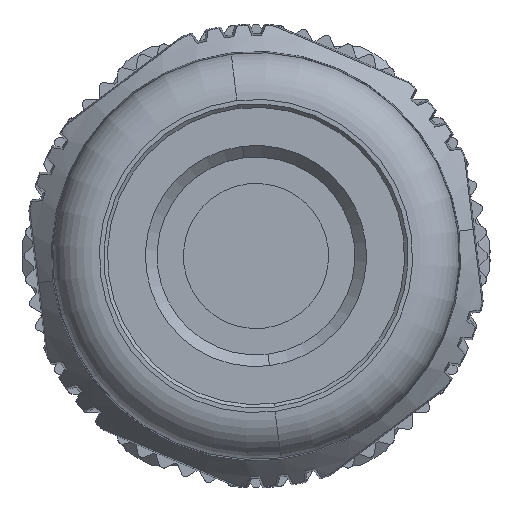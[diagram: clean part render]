
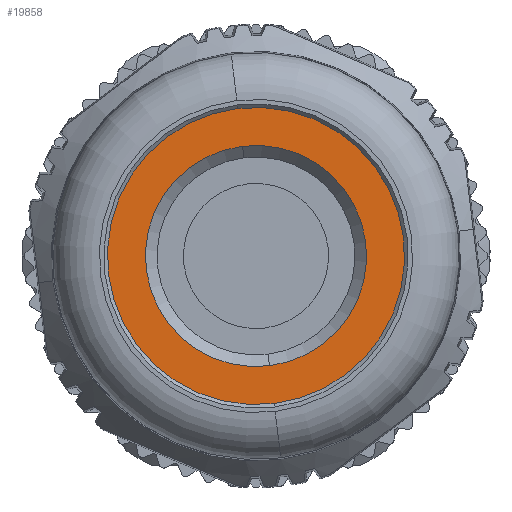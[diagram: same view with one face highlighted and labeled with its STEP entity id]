
A CAD part, front view. The second image highlights one B-rep face of the part: STEP entity #19858.
In plain terms, the highlighted planar face has unit normal (0, -1, 0).
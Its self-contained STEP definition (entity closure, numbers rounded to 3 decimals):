
#7580=CARTESIAN_POINT('',(0.,-50.994,0.));
#7581=DIRECTION('',(0.,1.,0.));
#7582=DIRECTION('',(0.122,0.,-0.993));
#7583=AXIS2_PLACEMENT_3D('',#7580,#7581,#7582);
#7585=CARTESIAN_POINT('',(0.,-50.994,
0.));
#7586=DIRECTION('',(0.,1.,0.));
#7587=DIRECTION('',(-0.122,0.,0.993));
#7588=AXIS2_PLACEMENT_3D('',#7585,#7586,#7587);
#7590=CARTESIAN_POINT('',(0.,-50.994,0.));
#7591=DIRECTION('',(0.,-1.,0.));
#7592=DIRECTION('',(-0.122,0.,0.993));
#7593=AXIS2_PLACEMENT_3D('',#7590,#7591,#7592);
#7595=CARTESIAN_POINT('',(0.,-50.994,0.));
#7596=DIRECTION('',(0.,-1.,0.));
#7597=DIRECTION('',(0.122,0.,-0.993));
#7598=AXIS2_PLACEMENT_3D('',#7595,#7596,#7597);
#11921=CARTESIAN_POINT('',(-0.774,-50.994,
6.303));
#11922=VERTEX_POINT('',#11921);
#11923=CARTESIAN_POINT('',(0.774,-50.994,
-6.303));
#11924=VERTEX_POINT('',#11923);
#11925=CARTESIAN_POINT('',(-0.576,-50.994,
4.69));
#11926=CARTESIAN_POINT('',(0.576,-50.994,
-4.69));
#11927=VERTEX_POINT('',#11925);
#11928=VERTEX_POINT('',#11926);
#19843=CARTESIAN_POINT('',(0.,-50.994,0.));
#19844=DIRECTION('',(0.,-1.,0.));
#19845=DIRECTION('',(0.122,0.,-0.993));
#19846=AXIS2_PLACEMENT_3D('',#19843,#19844,#19845);
#19847=PLANE('',#19846);
#19848=ORIENTED_EDGE('',*,*,#19823,.T.);
#19849=ORIENTED_EDGE('',*,*,#19837,.T.);
#19850=EDGE_LOOP('',(#19848,#19849));
#19851=FACE_OUTER_BOUND('',#19850,.F.);
#19853=ORIENTED_EDGE('',*,*,#19852,.T.);
#19855=ORIENTED_EDGE('',*,*,#19854,.T.);
#19856=EDGE_LOOP('',(#19853,#19855));
#19857=FACE_BOUND('',#19856,.F.);
#19858=ADVANCED_FACE('',(#19851,#19857),#19847,.T.);
#7584=CIRCLE('',#7583,6.35);
#7589=CIRCLE('',#7588,6.35);
#7594=CIRCLE('',#7593,4.725);
#7599=CIRCLE('',#7598,4.725);
#19823=EDGE_CURVE('',#11924,#11922,#7584,.T.);
#19837=EDGE_CURVE('',#11922,#11924,#7589,.T.);
#19852=EDGE_CURVE('',#11927,#11928,#7594,.T.);
#19854=EDGE_CURVE('',#11928,#11927,#7599,.T.);
